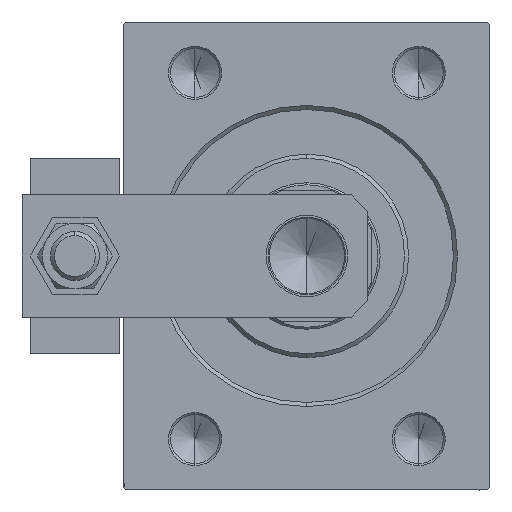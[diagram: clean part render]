
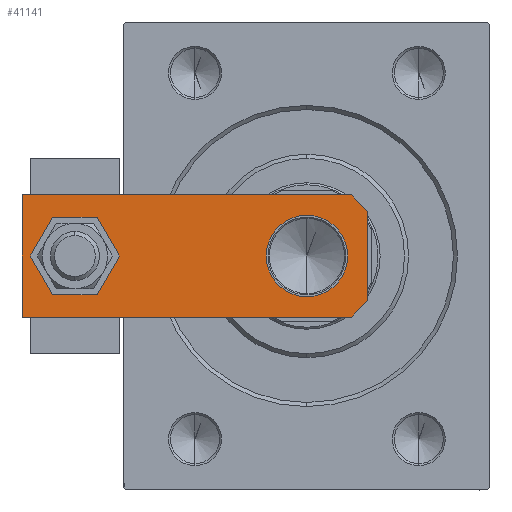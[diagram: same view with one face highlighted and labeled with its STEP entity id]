
A CAD part, left-side view. The second image highlights one B-rep face of the part: STEP entity #41141.
In plain terms, the highlighted face is planar.
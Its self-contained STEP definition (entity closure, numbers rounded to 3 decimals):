
#984 = CARTESIAN_POINT ( 'NONE',  ( 5.5, -5.5, 8. ) ) ;
#1322 = DIRECTION ( 'NONE',  ( 0., 0., 1. ) ) ;
#1430 = DIRECTION ( 'NONE',  ( 0., 0., 1. ) ) ;
#1681 = VECTOR ( 'NONE', #5182, 1000. ) ;
#2044 = VECTOR ( 'NONE', #17246, 1000. ) ;
#2985 = EDGE_LOOP ( 'NONE', ( #17978, #27520, #6879, #44373, #8764, #28452 ) ) ;
#3866 = VERTEX_POINT ( 'NONE', #7601 ) ;
#4244 = DIRECTION ( 'NONE',  ( 1., 0., 0. ) ) ;
#4734 = FACE_BOUND ( 'NONE', #40351, .T. ) ;
#5153 = LINE ( 'NONE', #39771, #30572 ) ;
#5182 = DIRECTION ( 'NONE',  ( -1., 0., 0. ) ) ;
#5885 = VERTEX_POINT ( 'NONE', #28007 ) ;
#6879 = ORIENTED_EDGE ( 'NONE', *, *, #39699, .T. ) ;
#7144 = CARTESIAN_POINT ( 'NONE',  ( 0., 15., 8. ) ) ;
#7601 = CARTESIAN_POINT ( 'NONE',  ( 15., 4., 8. ) ) ;
#7888 = VERTEX_POINT ( 'NONE', #24776 ) ;
#8400 = CARTESIAN_POINT ( 'NONE',  ( 15., 85., 8. ) ) ;
#8631 = CIRCLE ( 'NONE', #47394, 7. ) ;
#8764 = ORIENTED_EDGE ( 'NONE', *, *, #35322, .T. ) ;
#9157 = EDGE_CURVE ( 'NONE', #20811, #33171, #32466, .T. ) ;
#10406 = EDGE_CURVE ( 'NONE', #33171, #21174, #14501, .T. ) ;
#10686 = AXIS2_PLACEMENT_3D ( 'NONE', #23924, #1430, #16085 ) ;
#11865 = DIRECTION ( 'NONE',  ( 0.707, 0.707, 0. ) ) ;
#12014 = EDGE_CURVE ( 'NONE', #46139, #3866, #15393, .T. ) ;
#12203 = EDGE_LOOP ( 'NONE', ( #21127, #47848 ) ) ;
#12540 = FACE_BOUND ( 'NONE', #12203, .T. ) ;
#12929 = AXIS2_PLACEMENT_3D ( 'NONE', #7144, #41022, #29643 ) ;
#13877 = VERTEX_POINT ( 'NONE', #30755 ) ;
#14501 = LINE ( 'NONE', #29925, #33211 ) ;
#14693 = VECTOR ( 'NONE', #4244, 1000. ) ;
#15393 = LINE ( 'NONE', #984, #37182 ) ;
#16085 = DIRECTION ( 'NONE',  ( 1., 0., 0. ) ) ;
#16960 = DIRECTION ( 'NONE',  ( 1., 0., 0. ) ) ;
#17064 = FACE_OUTER_BOUND ( 'NONE', #2985, .T. ) ;
#17135 = AXIS2_PLACEMENT_3D ( 'NONE', #24651, #39815, #39564 ) ;
#17178 = EDGE_CURVE ( 'NONE', #49562, #5885, #49460, .T. ) ;
#17236 = ORIENTED_EDGE ( 'NONE', *, *, #31447, .F. ) ;
#17246 = DIRECTION ( 'NONE',  ( 0.707, -0.707, 0. ) ) ;
#17978 = ORIENTED_EDGE ( 'NONE', *, *, #10406, .T. ) ;
#19356 = VERTEX_POINT ( 'NONE', #47411 ) ;
#20127 = PLANE ( 'NONE',  #10686 ) ;
#20811 = VERTEX_POINT ( 'NONE', #8400 ) ;
#21127 = ORIENTED_EDGE ( 'NONE', *, *, #17178, .F. ) ;
#21174 = VERTEX_POINT ( 'NONE', #35148 ) ;
#23295 = EDGE_CURVE ( 'NONE', #19356, #13877, #27868, .T. ) ;
#23924 = CARTESIAN_POINT ( 'NONE',  ( 0., 0., 8. ) ) ;
#24026 = DIRECTION ( 'NONE',  ( 1., 0., 0. ) ) ;
#24369 = CARTESIAN_POINT ( 'NONE',  ( -10., 15., 8. ) ) ;
#24636 = CARTESIAN_POINT ( 'NONE',  ( 15., 85., 8. ) ) ;
#24651 = CARTESIAN_POINT ( 'NONE',  ( 0., 15., 8. ) ) ;
#24776 = CARTESIAN_POINT ( 'NONE',  ( -11., 0., 8. ) ) ;
#27478 = ORIENTED_EDGE ( 'NONE', *, *, #23295, .F. ) ;
#27520 = ORIENTED_EDGE ( 'NONE', *, *, #46286, .T. ) ;
#27860 = CARTESIAN_POINT ( 'NONE',  ( 0., 72., 8. ) ) ;
#27868 = CIRCLE ( 'NONE', #34343, 7. ) ;
#28007 = CARTESIAN_POINT ( 'NONE',  ( 10., 15., 8. ) ) ;
#28452 = ORIENTED_EDGE ( 'NONE', *, *, #9157, .T. ) ;
#29643 = DIRECTION ( 'NONE',  ( 1., 0., 0. ) ) ;
#29925 = CARTESIAN_POINT ( 'NONE',  ( -15., 85., 8. ) ) ;
#30572 = VECTOR ( 'NONE', #40513, 1000. ) ;
#30755 = CARTESIAN_POINT ( 'NONE',  ( 7., 72., 8. ) ) ;
#30778 = LINE ( 'NONE', #43138, #14693 ) ;
#30990 = CARTESIAN_POINT ( 'NONE',  ( -15., 85., 8. ) ) ;
#31447 = EDGE_CURVE ( 'NONE', #13877, #19356, #8631, .T. ) ;
#32466 = LINE ( 'NONE', #24636, #1681 ) ;
#33171 = VERTEX_POINT ( 'NONE', #30990 ) ;
#33211 = VECTOR ( 'NONE', #45862, 1000. ) ;
#34247 = CARTESIAN_POINT ( 'NONE',  ( 11., 0., 8. ) ) ;
#34343 = AXIS2_PLACEMENT_3D ( 'NONE', #47036, #43230, #24026 ) ;
#34743 = CIRCLE ( 'NONE', #12929, 10. ) ;
#35148 = CARTESIAN_POINT ( 'NONE',  ( -15., 4., 8. ) ) ;
#35322 = EDGE_CURVE ( 'NONE', #3866, #20811, #5153, .T. ) ;
#36383 = EDGE_CURVE ( 'NONE', #5885, #49562, #34743, .T. ) ;
#37182 = VECTOR ( 'NONE', #11865, 1000. ) ;
#37222 = CARTESIAN_POINT ( 'NONE',  ( -5.5, -5.5, 8. ) ) ;
#39564 = DIRECTION ( 'NONE',  ( 1., 0., 0. ) ) ;
#39699 = EDGE_CURVE ( 'NONE', #7888, #46139, #30778, .T. ) ;
#39771 = CARTESIAN_POINT ( 'NONE',  ( 15., 0., 8. ) ) ;
#39815 = DIRECTION ( 'NONE',  ( 0., 0., 1. ) ) ;
#40351 = EDGE_LOOP ( 'NONE', ( #27478, #17236 ) ) ;
#40513 = DIRECTION ( 'NONE',  ( 0., 1., 0. ) ) ;
#41022 = DIRECTION ( 'NONE',  ( 0., 0., 1. ) ) ;
#41141 = ADVANCED_FACE ( 'NONE', ( #4734, #17064, #12540 ), #20127, .T. ) ;
#43138 = CARTESIAN_POINT ( 'NONE',  ( -15., 0., 8. ) ) ;
#43230 = DIRECTION ( 'NONE',  ( 0., 0., 1. ) ) ;
#44373 = ORIENTED_EDGE ( 'NONE', *, *, #12014, .T. ) ;
#45052 = LINE ( 'NONE', #37222, #2044 ) ;
#45862 = DIRECTION ( 'NONE',  ( 0., -1., 0. ) ) ;
#46139 = VERTEX_POINT ( 'NONE', #34247 ) ;
#46286 = EDGE_CURVE ( 'NONE', #21174, #7888, #45052, .T. ) ;
#47036 = CARTESIAN_POINT ( 'NONE',  ( 0., 72., 8. ) ) ;
#47394 = AXIS2_PLACEMENT_3D ( 'NONE', #27860, #1322, #16960 ) ;
#47411 = CARTESIAN_POINT ( 'NONE',  ( -7., 72., 8. ) ) ;
#47848 = ORIENTED_EDGE ( 'NONE', *, *, #36383, .F. ) ;
#49460 = CIRCLE ( 'NONE', #17135, 10. ) ;
#49562 = VERTEX_POINT ( 'NONE', #24369 ) ;
